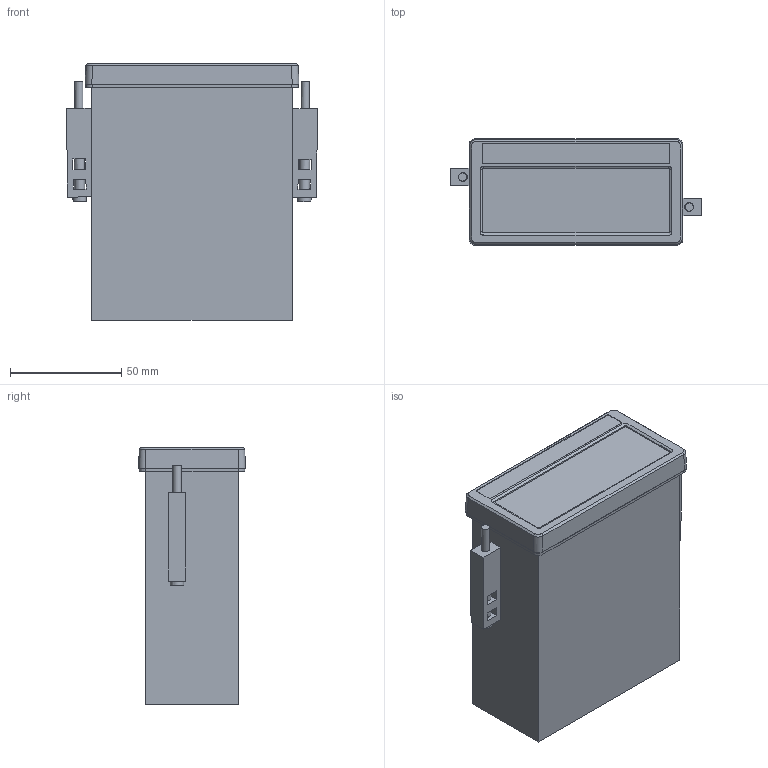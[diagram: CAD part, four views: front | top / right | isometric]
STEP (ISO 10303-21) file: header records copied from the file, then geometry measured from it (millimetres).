
FILE_DESCRIPTION(/* description */ (''),/* implementation_level */ '2;1');
FILE_NAME(/* name */ 'ipf_z3d_WP050100.stp',/* time_stamp */ '2024-04-12T15:54:34+02:00',/* author */ ('g.aydin'),/* organization */ (''),/* preprocessor_version */ 'ST-DEVELOPER v19.2',/* originating_system */ 'Autodesk Inventor 2024',/* authorisation */ '');
FILE_SCHEMA (('AUTOMOTIVE_DESIGN { 1 0 10303 214 3 1 1 }'));
Length unit declared in the file: millimetre
Products named in the file (5): ipf_z3d_WY050100; Bauteil2; Bauteil4; Bauteil6; Bauteil20
Assembly tree (5 placements, depth 2):
  ipf_z3d_WY050100
    Bauteil2
    Bauteil4
    Bauteil6  x2
    Bauteil20
Bounding box: 112.61 x 48 x 115.4 mm (x, y, z)
Volume: 445159.7 mm3; surface area: 55592 mm2
Topology: 7 solids, 7 shells, 336 faces, 860 edges, 536 vertices
Faces by surface type: plane 158, cylinder 118, bspline 44, sphere 16
Full cylindrical faces by diameter (mm): 3.7 x2, 4 x6, 4.6 x2, 6 x2
Entity records: 13796 total; most frequent: CARTESIAN_POINT 6747, ORIENTED_EDGE 1496, DIRECTION 1327, EDGE_CURVE 748, VERTEX_POINT 472, AXIS2_PLACEMENT_3D 451, LINE 425, VECTOR 425
